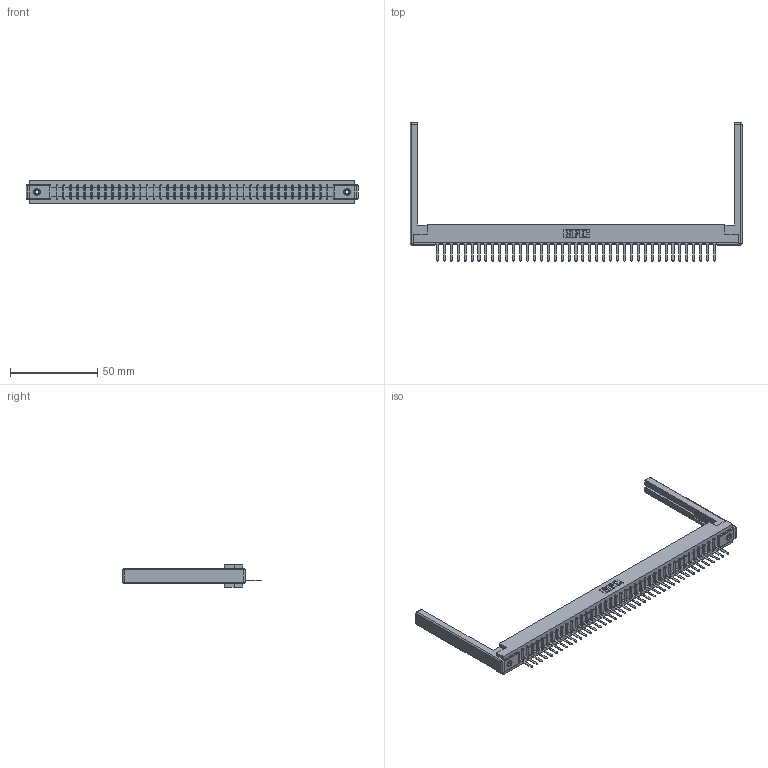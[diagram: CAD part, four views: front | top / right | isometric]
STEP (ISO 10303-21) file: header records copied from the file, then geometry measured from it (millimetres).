
FILE_DESCRIPTION (( 'STEP AP203' ), '1' );
FILE_NAME ('307-041-427-168.STEP', '2020-09-29T14:53:33', ( '' ), ( '' ), 'SwSTEP 2.0', 'SolidWorks 2020', '' );
FILE_SCHEMA (( 'CONFIG_CONTROL_DESIGN' ));
Length unit declared in the file: inch
Products named in the file (5): 307-220-068; 345-250-001_345-250-001-102; 307-290-001_527; 307 Part_.156 Dia Mounting Holes; 307-041-427-168
Assembly tree (46 placements, depth 2):
  307-041-427-168
    307 Part_.156 Dia Mounting Holes
    307-290-001_527  x41
    307-220-068  x2
    345-250-001_345-250-001-102  x2
Bounding box: 189.89 x 79.07 x 12.7 mm (x, y, z)
Volume: 24125.4 mm3; surface area: 25095.2 mm2
Topology: 46 solids, 46 shells, 2610 faces, 7355 edges, 4714 vertices
Faces by surface type: plane 1675, cylinder 827, sphere 92, cone 12, torus 4
Entity records: 37999 total; most frequent: CARTESIAN_POINT 6365, ORIENTED_EDGE 6340, DIRECTION 6208, EDGE_CURVE 3170, VECTOR 2430, LINE 2430, VERTEX_POINT 2046, AXIS2_PLACEMENT_3D 1889
